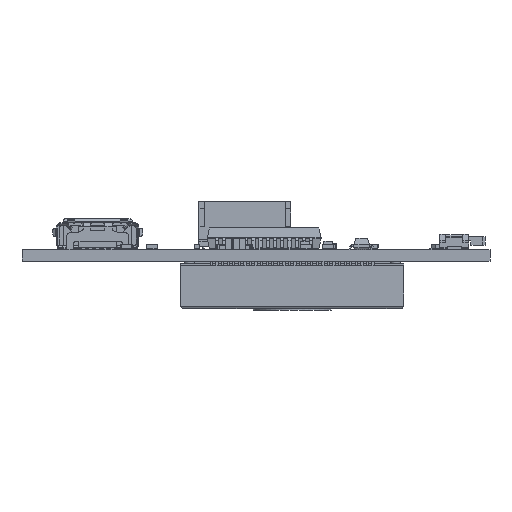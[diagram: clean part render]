
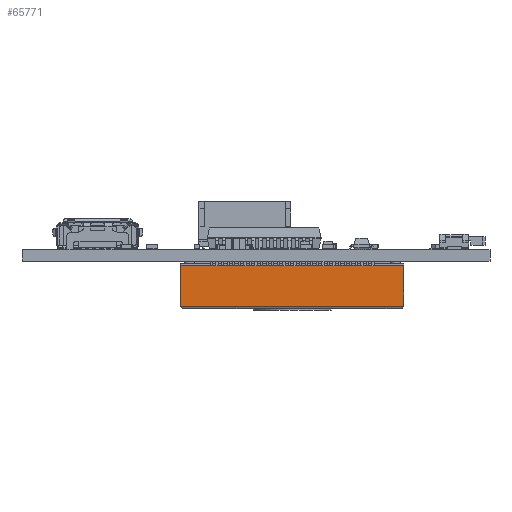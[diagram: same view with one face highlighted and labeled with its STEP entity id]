
A CAD part, front view. The second image highlights one B-rep face of the part: STEP entity #65771.
In plain terms, the highlighted face is planar.
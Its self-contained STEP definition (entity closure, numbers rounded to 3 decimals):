
#5644=FACE_OUTER_BOUND('',#9136,.T.);
#9136=EDGE_LOOP('',(#51652,#51653,#51654,#51655));
#13707=LINE('',#98891,#21847);
#13724=LINE('',#98922,#21864);
#13736=LINE('',#98945,#21876);
#14553=LINE('',#100605,#22693);
#21847=VECTOR('',#78991,1000.);
#21864=VECTOR('',#79024,1000.);
#21876=VECTOR('',#79052,1000.);
#22693=VECTOR('',#80571,1000.);
#29374=VERTEX_POINT('',#98510);
#29560=VERTEX_POINT('',#98889);
#29566=VERTEX_POINT('',#98920);
#29569=VERTEX_POINT('',#98941);
#36930=EDGE_CURVE('',#29374,#29560,#13707,.T.);
#36947=EDGE_CURVE('',#29566,#29560,#13724,.T.);
#36959=EDGE_CURVE('',#29374,#29569,#13736,.T.);
#37788=EDGE_CURVE('',#29569,#29566,#14553,.T.);
#51652=ORIENTED_EDGE('',*,*,#36947,.F.);
#51653=ORIENTED_EDGE('',*,*,#37788,.F.);
#51654=ORIENTED_EDGE('',*,*,#36959,.F.);
#51655=ORIENTED_EDGE('',*,*,#36930,.T.);
#62667=PLANE('',#70042);
#65771=ADVANCED_FACE('',(#5644),#62667,.F.);
#70042=AXIS2_PLACEMENT_3D('',#100604,#80569,#80570);
#78991=DIRECTION('',(0.,-1.,0.));
#79024=DIRECTION('',(-1.,0.,0.));
#79052=DIRECTION('',(1.,0.,0.));
#80569=DIRECTION('center_axis',(0.,0.,-1.));
#80570=DIRECTION('ref_axis',(-1.,0.,0.));
#80571=DIRECTION('',(0.,-1.,0.));
#98510=CARTESIAN_POINT('',(-10.008,3.81,2.985));
#98889=CARTESIAN_POINT('',(-10.008,0.178,2.985));
#98891=CARTESIAN_POINT('',(-10.008,3.81,2.985));
#98920=CARTESIAN_POINT('',(10.008,0.178,2.985));
#98922=CARTESIAN_POINT('',(-10.008,0.178,2.985));
#98941=CARTESIAN_POINT('',(10.008,3.81,2.985));
#98945=CARTESIAN_POINT('',(-10.008,3.81,2.985));
#100604=CARTESIAN_POINT('Origin',(-10.008,3.81,2.985));
#100605=CARTESIAN_POINT('',(10.008,3.81,2.985));
